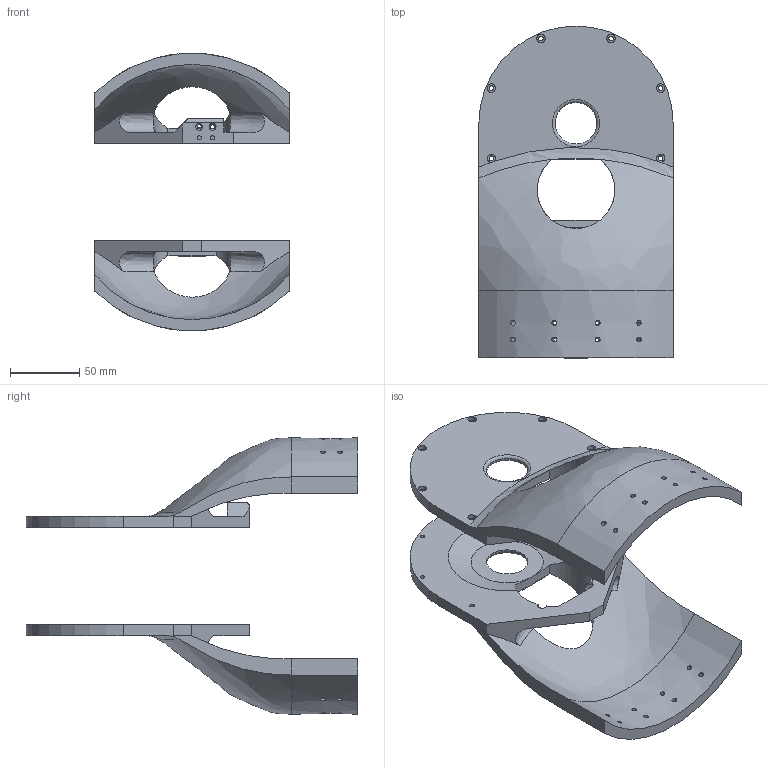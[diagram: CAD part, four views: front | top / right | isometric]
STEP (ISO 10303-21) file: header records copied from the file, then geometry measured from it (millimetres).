
FILE_DESCRIPTION(/* description */ (''),/* implementation_level */ '2;1');
FILE_NAME(/* name */ 'Link1.step',/* time_stamp */ '2024-08-21T22:35:30+02:00',/* author */ (''),/* organization */ (''),/* preprocessor_version */ 'ST-DEVELOPER v20',/* originating_system */ 'Autodesk Translation Framework v13.14.0.145',/* authorisation */ '');
FILE_SCHEMA (('AUTOMOTIVE_DESIGN { 1 0 10303 214 3 1 1 }'));
Length unit declared in the file: millimetre
Products named in the file (1): Link1
Bounding box: 140 x 239 x 199.26 mm (x, y, z)
Volume: 537150.9 mm3; surface area: 158077.7 mm2
Topology: 2 solids, 2 shells, 154 faces, 468 edges, 320 vertices
Faces by surface type: plane 67, cylinder 61, bspline 16, torus 8, cone 2
Full cylindrical faces by diameter (mm): 3 x6, 3.4 x12, 3.5 x16, 6 x12, 30 x2
Entity records: 7328 total; most frequent: CARTESIAN_POINT 3129, ORIENTED_EDGE 936, DIRECTION 730, EDGE_CURVE 468, VERTEX_POINT 320, AXIS2_PLACEMENT_3D 273, EDGE_LOOP 238, LINE 184
